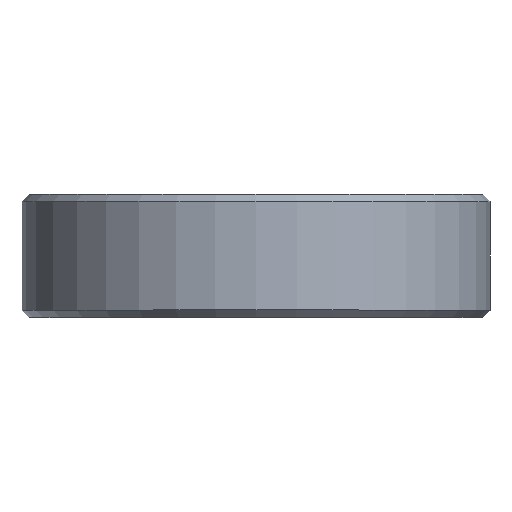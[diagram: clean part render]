
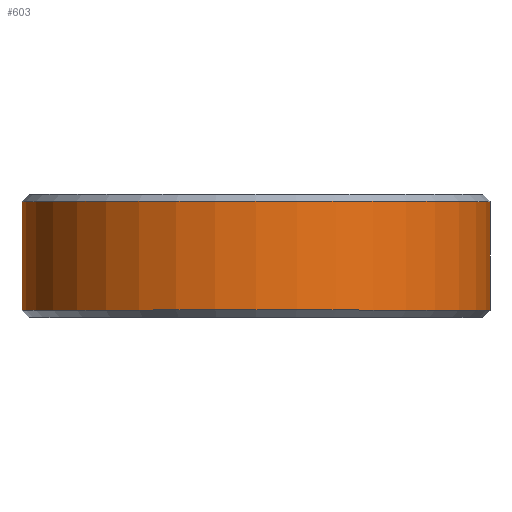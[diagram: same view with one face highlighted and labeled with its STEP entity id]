
A CAD part, top view. The second image highlights one B-rep face of the part: STEP entity #603.
In plain terms, the highlighted cylindrical face has radius 16.891 mm (diameter 33.782 mm), a partial arc.
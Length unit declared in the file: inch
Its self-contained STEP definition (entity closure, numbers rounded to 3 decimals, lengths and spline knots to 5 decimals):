
#224 = AXIS2_PLACEMENT_3D ( 'NONE', #415, #416, #417 ) ;
#225 = CIRCLE ( 'NONE', #224, 0.665 ) ;
#244 = AXIS2_PLACEMENT_3D ( 'NONE', #788, #779, #780 ) ;
#415 = CARTESIAN_POINT ( 'NONE',  ( 0., 0.02, 0. ) ) ;
#416 = DIRECTION ( 'NONE',  ( 0., 1., 0. ) ) ;
#417 = DIRECTION ( 'NONE',  ( 1., 0., 0. ) ) ;
#430 = EDGE_CURVE ( 'NONE', #1411, #1994, #1931, .T. ) ;
#431 = EDGE_CURVE ( 'NONE', #1810, #1811, #1934, .T. ) ;
#583 = EDGE_CURVE ( 'NONE', #1810, #1411, #599, .T. ) ;
#599 = CIRCLE ( 'NONE', #626, 0.665 ) ;
#603 = ADVANCED_FACE ( 'NONE', ( #789 ), #782, .T. ) ;
#626 = AXIS2_PLACEMENT_3D ( 'NONE', #754, #749, #759 ) ;
#749 = DIRECTION ( 'NONE',  ( 0., -1., 0. ) ) ;
#754 = CARTESIAN_POINT ( 'NONE',  ( 0., 0.329, 0. ) ) ;
#759 = DIRECTION ( 'NONE',  ( -1., 0., 0. ) ) ;
#779 = DIRECTION ( 'NONE',  ( 0., -1., 0. ) ) ;
#780 = DIRECTION ( 'NONE',  ( 1., 0., 0. ) ) ;
#782 = CYLINDRICAL_SURFACE ( 'NONE', #244, 0.665 ) ;
#788 = CARTESIAN_POINT ( 'NONE',  ( 0., 0., 0. ) ) ;
#789 = FACE_OUTER_BOUND ( 'NONE', #1362, .T. ) ;
#834 = EDGE_CURVE ( 'NONE', #1994, #1811, #225, .T. ) ;
#1089 = CARTESIAN_POINT ( 'NONE',  ( -0.665, 0.329, 0. ) ) ;
#1124 = CARTESIAN_POINT ( 'NONE',  ( 0.665, 0.329, 0. ) ) ;
#1125 = CARTESIAN_POINT ( 'NONE',  ( 0.665, 0.02, 0. ) ) ;
#1159 = CARTESIAN_POINT ( 'NONE',  ( -0.665, 0.02, 0. ) ) ;
#1228 = VECTOR ( 'NONE', #1939, 39.37008 ) ;
#1251 = VECTOR ( 'NONE', #1941, 39.37008 ) ;
#1362 = EDGE_LOOP ( 'NONE', ( #1581, #1589, #1592, #1545 ) ) ;
#1411 = VERTEX_POINT ( 'NONE', #1089 ) ;
#1545 = ORIENTED_EDGE ( 'NONE', *, *, #431, .F. ) ;
#1581 = ORIENTED_EDGE ( 'NONE', *, *, #583, .T. ) ;
#1589 = ORIENTED_EDGE ( 'NONE', *, *, #430, .T. ) ;
#1592 = ORIENTED_EDGE ( 'NONE', *, *, #834, .T. ) ;
#1810 = VERTEX_POINT ( 'NONE', #1124 ) ;
#1811 = VERTEX_POINT ( 'NONE', #1125 ) ;
#1931 = LINE ( 'NONE', #1938, #1228 ) ;
#1934 = LINE ( 'NONE', #1940, #1251 ) ;
#1938 = CARTESIAN_POINT ( 'NONE',  ( -0.665, 0., 0. ) ) ;
#1939 = DIRECTION ( 'NONE',  ( 0., -1., 0. ) ) ;
#1940 = CARTESIAN_POINT ( 'NONE',  ( 0.665, 0., 0. ) ) ;
#1941 = DIRECTION ( 'NONE',  ( 0., -1., 0. ) ) ;
#1994 = VERTEX_POINT ( 'NONE', #1159 ) ;
